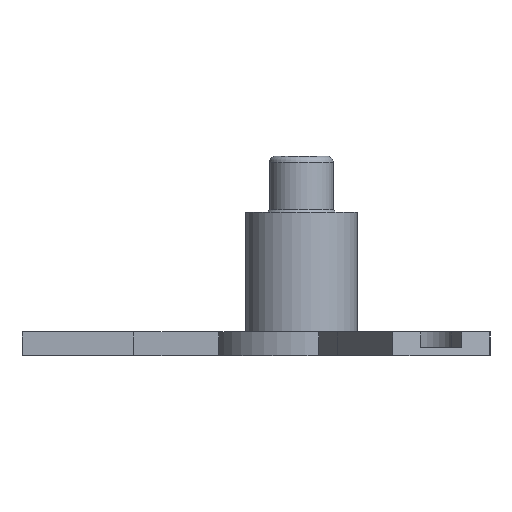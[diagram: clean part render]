
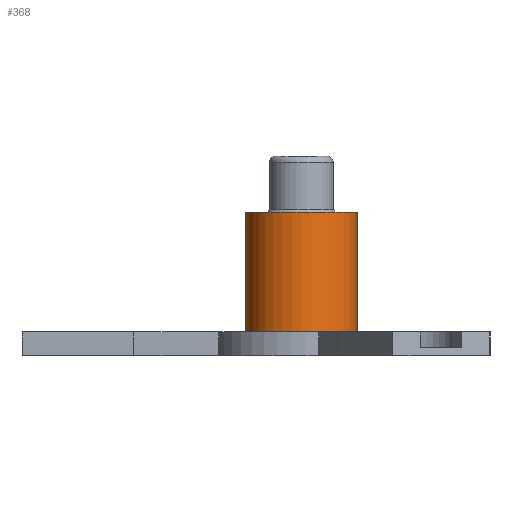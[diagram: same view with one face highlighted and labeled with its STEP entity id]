
A CAD part, front view. The second image highlights one B-rep face of the part: STEP entity #368.
In plain terms, the highlighted cylindrical face has radius 7 mm (diameter 14 mm), a full revolution.
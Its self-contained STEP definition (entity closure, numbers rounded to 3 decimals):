
#214 = PLANE('',#215);
#215 = AXIS2_PLACEMENT_3D('',#216,#217,#218);
#216 = CARTESIAN_POINT('',(7.,0.,18.));
#217 = DIRECTION('',(0.,0.,-1.));
#218 = DIRECTION('',(-1.,0.,0.));
#277 = EDGE_CURVE('',#278,#278,#280,.T.);
#278 = VERTEX_POINT('',#279);
#279 = CARTESIAN_POINT('',(7.,0.,18.));
#280 = SURFACE_CURVE('',#281,(#286,#297),.PCURVE_S1.);
#281 = CIRCLE('',#282,7.);
#282 = AXIS2_PLACEMENT_3D('',#283,#284,#285);
#283 = CARTESIAN_POINT('',(0.,0.,18.));
#284 = DIRECTION('',(0.,0.,1.));
#285 = DIRECTION('',(1.,0.,0.));
#286 = PCURVE('',#214,#287);
#287 = DEFINITIONAL_REPRESENTATION('',(#288),#296);
#288 = ( BOUNDED_CURVE() B_SPLINE_CURVE(2,(#289,#290,#291,#292,#293,#294
,#295),.UNSPECIFIED.,.F.,.F.) B_SPLINE_CURVE_WITH_KNOTS((1,2,2,2,2,1),(
    -2.094,0.,2.094,4.189,6.283,
8.378),.UNSPECIFIED.) CURVE() GEOMETRIC_REPRESENTATION_ITEM() 
RATIONAL_B_SPLINE_CURVE((1.,0.5,1.,0.5,1.,0.5,1.)) REPRESENTATION_ITEM(
  '') );
#289 = CARTESIAN_POINT('',(0.,0.));
#290 = CARTESIAN_POINT('',(0.,12.124));
#291 = CARTESIAN_POINT('',(10.5,6.062));
#292 = CARTESIAN_POINT('',(21.,0.));
#293 = CARTESIAN_POINT('',(10.5,-6.062));
#294 = CARTESIAN_POINT('',(0.,-12.124));
#295 = CARTESIAN_POINT('',(0.,0.));
#296 = ( GEOMETRIC_REPRESENTATION_CONTEXT(2) 
PARAMETRIC_REPRESENTATION_CONTEXT() REPRESENTATION_CONTEXT('2D SPACE',''
  ) );
#297 = PCURVE('',#298,#303);
#298 = CYLINDRICAL_SURFACE('',#299,7.);
#299 = AXIS2_PLACEMENT_3D('',#300,#301,#302);
#300 = CARTESIAN_POINT('',(0.,0.,3.));
#301 = DIRECTION('',(-0.,-0.,-1.));
#302 = DIRECTION('',(1.,0.,0.));
#303 = DEFINITIONAL_REPRESENTATION('',(#304),#308);
#304 = LINE('',#305,#306);
#305 = CARTESIAN_POINT('',(-0.,-15.));
#306 = VECTOR('',#307,1.);
#307 = DIRECTION('',(-1.,0.));
#308 = ( GEOMETRIC_REPRESENTATION_CONTEXT(2) 
PARAMETRIC_REPRESENTATION_CONTEXT() REPRESENTATION_CONTEXT('2D SPACE',''
  ) );
#368 = ADVANCED_FACE('',(#369),#298,.T.);
#369 = FACE_BOUND('',#370,.F.);
#370 = EDGE_LOOP('',(#371,#400,#421,#422));
#371 = ORIENTED_EDGE('',*,*,#372,.F.);
#372 = EDGE_CURVE('',#373,#373,#375,.T.);
#373 = VERTEX_POINT('',#374);
#374 = CARTESIAN_POINT('',(7.,0.,3.));
#375 = SURFACE_CURVE('',#376,(#381,#388),.PCURVE_S1.);
#376 = CIRCLE('',#377,7.);
#377 = AXIS2_PLACEMENT_3D('',#378,#379,#380);
#378 = CARTESIAN_POINT('',(0.,0.,3.));
#379 = DIRECTION('',(0.,0.,1.));
#380 = DIRECTION('',(1.,0.,0.));
#381 = PCURVE('',#298,#382);
#382 = DEFINITIONAL_REPRESENTATION('',(#383),#387);
#383 = LINE('',#384,#385);
#384 = CARTESIAN_POINT('',(-0.,0.));
#385 = VECTOR('',#386,1.);
#386 = DIRECTION('',(-1.,0.));
#387 = ( GEOMETRIC_REPRESENTATION_CONTEXT(2) 
PARAMETRIC_REPRESENTATION_CONTEXT() REPRESENTATION_CONTEXT('2D SPACE',''
  ) );
#388 = PCURVE('',#389,#394);
#389 = PLANE('',#390);
#390 = AXIS2_PLACEMENT_3D('',#391,#392,#393);
#391 = CARTESIAN_POINT('',(-21.,-3.5,3.));
#392 = DIRECTION('',(0.,0.,1.));
#393 = DIRECTION('',(1.,0.,0.));
#394 = DEFINITIONAL_REPRESENTATION('',(#395),#399);
#395 = CIRCLE('',#396,7.);
#396 = AXIS2_PLACEMENT_2D('',#397,#398);
#397 = CARTESIAN_POINT('',(21.,3.5));
#398 = DIRECTION('',(1.,0.));
#399 = ( GEOMETRIC_REPRESENTATION_CONTEXT(2) 
PARAMETRIC_REPRESENTATION_CONTEXT() REPRESENTATION_CONTEXT('2D SPACE',''
  ) );
#400 = ORIENTED_EDGE('',*,*,#401,.T.);
#401 = EDGE_CURVE('',#373,#278,#402,.T.);
#402 = SEAM_CURVE('',#403,(#407,#414),.PCURVE_S1.);
#403 = LINE('',#404,#405);
#404 = CARTESIAN_POINT('',(7.,0.,3.));
#405 = VECTOR('',#406,1.);
#406 = DIRECTION('',(0.,0.,1.));
#407 = PCURVE('',#298,#408);
#408 = DEFINITIONAL_REPRESENTATION('',(#409),#413);
#409 = LINE('',#410,#411);
#410 = CARTESIAN_POINT('',(-6.283,0.));
#411 = VECTOR('',#412,1.);
#412 = DIRECTION('',(-0.,-1.));
#413 = ( GEOMETRIC_REPRESENTATION_CONTEXT(2) 
PARAMETRIC_REPRESENTATION_CONTEXT() REPRESENTATION_CONTEXT('2D SPACE',''
  ) );
#414 = PCURVE('',#298,#415);
#415 = DEFINITIONAL_REPRESENTATION('',(#416),#420);
#416 = LINE('',#417,#418);
#417 = CARTESIAN_POINT('',(-0.,0.));
#418 = VECTOR('',#419,1.);
#419 = DIRECTION('',(-0.,-1.));
#420 = ( GEOMETRIC_REPRESENTATION_CONTEXT(2) 
PARAMETRIC_REPRESENTATION_CONTEXT() REPRESENTATION_CONTEXT('2D SPACE',''
  ) );
#421 = ORIENTED_EDGE('',*,*,#277,.T.);
#422 = ORIENTED_EDGE('',*,*,#401,.F.);
